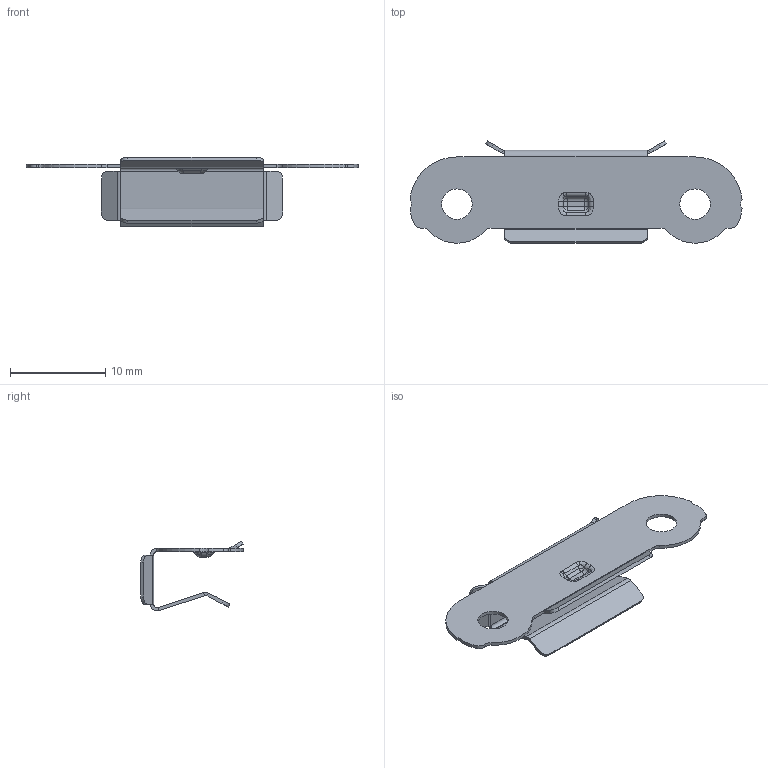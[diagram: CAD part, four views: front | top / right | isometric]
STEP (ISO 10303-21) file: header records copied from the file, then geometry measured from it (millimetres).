
FILE_DESCRIPTION (( 'STEP AP203' ), '1' );
FILE_NAME ('1256-A2.STEP', '2016-11-17T15:20:18', ( '' ), ( '' ), 'SwSTEP 2.0', 'SolidWorks 2016', '' );
FILE_SCHEMA (( 'CONFIG_CONTROL_DESIGN' ));
Length unit declared in the file: millimetre
Products named in the file (1): 1256-A2
Bounding box: 34.85 x 10.75 x 7.32 mm (x, y, z)
Volume: 181.8 mm3; surface area: 1088.3 mm2
Topology: 1 solids, 1 shells, 140 faces, 328 edges, 184 vertices
Faces by surface type: cylinder 64, plane 56, bspline 12, sphere 8
Entity records: 4113 total; most frequent: CARTESIAN_POINT 917, DIRECTION 678, ORIENTED_EDGE 640, EDGE_CURVE 320, AXIS2_PLACEMENT_3D 253, VERTEX_POINT 184, LINE 172, VECTOR 172
